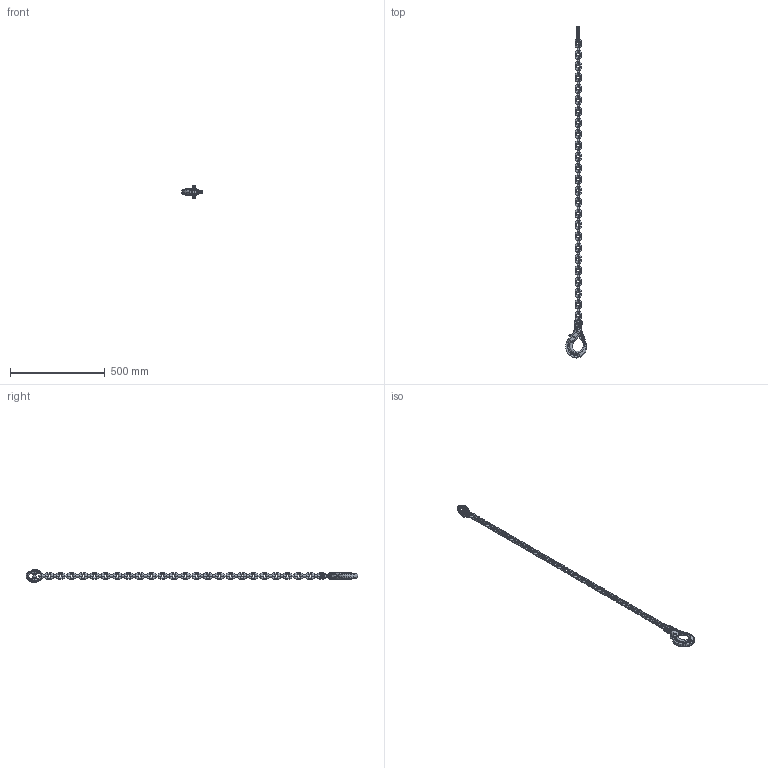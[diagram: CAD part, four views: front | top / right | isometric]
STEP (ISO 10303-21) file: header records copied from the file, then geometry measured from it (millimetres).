
FILE_DESCRIPTION(/* description */ (''),/* implementation_level */ '2;1');
FILE_NAME(/* name */ 'Kjettingskrev til løfteåk 4t.stp',/* time_stamp */ '2020-03-19T13:05:23+01:00',/* author */ ('Bruker'),/* organization */ (''),/* preprocessor_version */ 'ST-DEVELOPER v18',/* originating_system */ 'Autodesk Inventor 2020',/* authorisation */ '');
FILE_SCHEMA (('AUTOMOTIVE_DESIGN { 1 0 10303 214 3 1 1 }'));
Products named in the file (21): Kjettingskrev til løfteåk 4t; gpxlc2; gpxlc2_01; gpxlc2_02; gpxlc2_03; gpxlc2_04; gpxlc2_05; gpxlc2_06; gpxlc2_07; gpxlc2_08; gpxlc2_09; umj10; umj10_01; umj10_02; umj10_03; umj10_04; umj10_05; umj10_06; gpchain10___2_links_; gpchain10___2_links__01; gpchain10___2_links__02
Assembly tree (44 placements, depth 3):
  Kjettingskrev til løfteåk 4t
    gpxlc2
      gpxlc2_01
      gpxlc2_02
      gpxlc2_03
      gpxlc2_04
      gpxlc2_05
      gpxlc2_06
      gpxlc2_07
      gpxlc2_08
      gpxlc2_09
    umj10
      umj10_01
      umj10_02
      umj10_03
      umj10_04
      umj10_05
      umj10_06
    gpchain10___2_links_  x25
      gpchain10___2_links__01
      gpchain10___2_links__02
Bounding box: 111.51 x 1755.03 x 66 mm (x, y, z)
Volume: 695686.3 mm3; surface area: 246676.6 mm2
Topology: 65 solids, 65 shells, 3807 faces, 10495 edges, 6892 vertices
Faces by surface type: plane 1487, cylinder 1107, bspline 1076, cone 83, torus 48, sphere 6
Full cylindrical faces by diameter (mm): 8 x1, 8.2 x2, 8.25 x6, 12.6 x1, 13 x1, 13.2 x1, 15 x1, 17 x1
Entity records: 120535 total; most frequent: CARTESIAN_POINT 73050, ORIENTED_EDGE 11522, DIRECTION 6833, EDGE_CURVE 5761, VERTEX_POINT 3772, LINE 2573, VECTOR 2573, B_SPLINE_CURVE_WITH_KNOTS 2296
